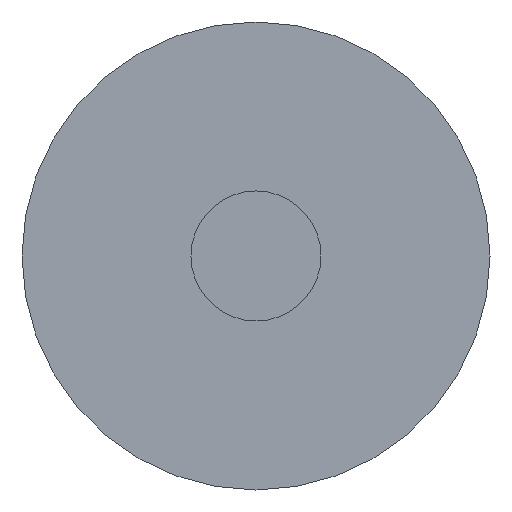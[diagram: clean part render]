
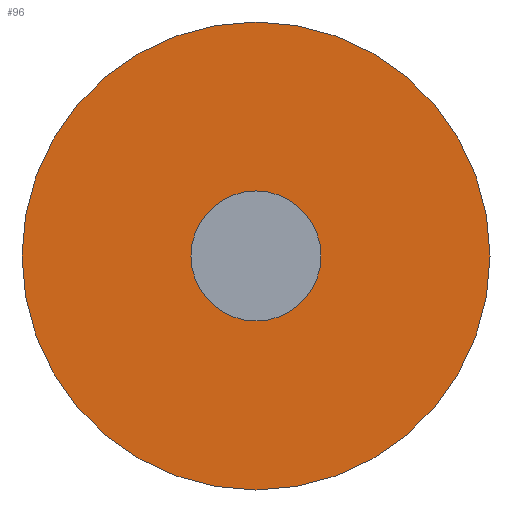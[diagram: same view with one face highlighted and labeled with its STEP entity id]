
A CAD part, left-side view. The second image highlights one B-rep face of the part: STEP entity #96.
In plain terms, the highlighted planar face has unit normal (-1, 0, 0).
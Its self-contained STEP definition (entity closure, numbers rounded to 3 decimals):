
#77 = VERTEX_POINT('',#78);
#78 = CARTESIAN_POINT('',(0.,0.,0.9));
#84 = EDGE_CURVE('',#77,#77,#85,.T.);
#85 = CIRCLE('',#86,0.9);
#86 = AXIS2_PLACEMENT_3D('',#87,#88,#89);
#87 = CARTESIAN_POINT('',(0.,0.,0.));
#88 = DIRECTION('',(-1.,0.,0.));
#89 = DIRECTION('',(0.,0.,1.));
#96 = ADVANCED_FACE('',(#97,#100),#111,.T.);
#97 = FACE_BOUND('',#98,.T.);
#98 = EDGE_LOOP('',(#99));
#99 = ORIENTED_EDGE('',*,*,#84,.T.);
#100 = FACE_BOUND('',#101,.T.);
#101 = EDGE_LOOP('',(#102));
#102 = ORIENTED_EDGE('',*,*,#103,.F.);
#103 = EDGE_CURVE('',#104,#104,#106,.T.);
#104 = VERTEX_POINT('',#105);
#105 = CARTESIAN_POINT('',(0.,0.,0.25));
#106 = CIRCLE('',#107,0.25);
#107 = AXIS2_PLACEMENT_3D('',#108,#109,#110);
#108 = CARTESIAN_POINT('',(0.,0.,0.));
#109 = DIRECTION('',(-1.,0.,0.));
#110 = DIRECTION('',(0.,0.,1.));
#111 = PLANE('',#112);
#112 = AXIS2_PLACEMENT_3D('',#113,#114,#115);
#113 = CARTESIAN_POINT('',(0.,0.,0.));
#114 = DIRECTION('',(-1.,0.,0.));
#115 = DIRECTION('',(0.,0.,1.));
